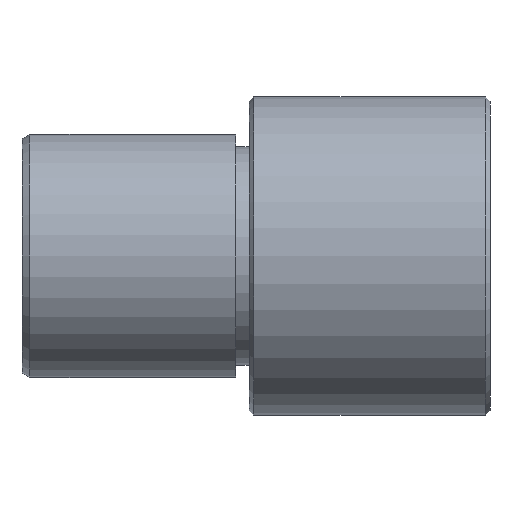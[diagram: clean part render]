
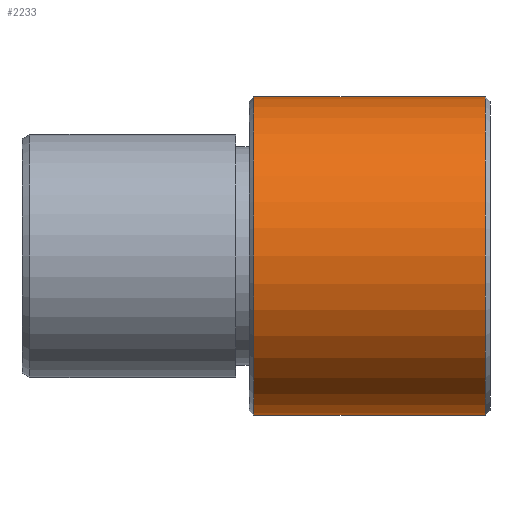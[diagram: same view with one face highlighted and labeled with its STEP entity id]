
A CAD part, front view. The second image highlights one B-rep face of the part: STEP entity #2233.
In plain terms, the highlighted cylindrical face has radius 8.89 mm (diameter 17.78 mm), a partial arc.
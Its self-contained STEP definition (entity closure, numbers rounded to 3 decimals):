
#33 = VERTEX_POINT('',#34);
#34 = CARTESIAN_POINT('',(10.679,0.08,
    -7.811));
#41 = VERTEX_POINT('',#42);
#42 = CARTESIAN_POINT('',(10.679,0.08,
    9.969));
#75 = VERTEX_POINT('',#76);
#76 = CARTESIAN_POINT('',(-2.275,0.08,
    9.969));
#83 = VERTEX_POINT('',#84);
#84 = CARTESIAN_POINT('',(-2.275,0.08,
    -7.811));
#380 = EDGE_CURVE('',#75,#41,#381,.T.);
#381 = LINE('',#382,#383);
#382 = CARTESIAN_POINT('',(10.933,0.08,
    9.969));
#383 = VECTOR('',#384,1.);
#384 = DIRECTION('',(1.,-0.,-0.));
#387 = EDGE_CURVE('',#83,#33,#388,.T.);
#388 = LINE('',#389,#390);
#389 = CARTESIAN_POINT('',(10.933,0.08,
    -7.811));
#390 = VECTOR('',#391,1.);
#391 = DIRECTION('',(1.,-0.,-0.));
#2233 = ADVANCED_FACE('',(#2234),#2252,.T.);
#2234 = FACE_BOUND('',#2235,.T.);
#2235 = EDGE_LOOP('',(#2236,#2237,#2244,#2245));
#2236 = ORIENTED_EDGE('',*,*,#380,.F.);
#2237 = ORIENTED_EDGE('',*,*,#2238,.T.);
#2238 = EDGE_CURVE('',#75,#83,#2239,.T.);
#2239 = CIRCLE('',#2240,8.89);
#2240 = AXIS2_PLACEMENT_3D('',#2241,#2242,#2243);
#2241 = CARTESIAN_POINT('',(-2.275,0.08,
    1.079));
#2242 = DIRECTION('',(1.,0.,-0.));
#2243 = DIRECTION('',(0.,0.,1.));
#2244 = ORIENTED_EDGE('',*,*,#387,.T.);
#2245 = ORIENTED_EDGE('',*,*,#2246,.T.);
#2246 = EDGE_CURVE('',#33,#41,#2247,.T.);
#2247 = CIRCLE('',#2248,8.89);
#2248 = AXIS2_PLACEMENT_3D('',#2249,#2250,#2251);
#2249 = CARTESIAN_POINT('',(10.679,0.08,
    1.079));
#2250 = DIRECTION('',(-1.,0.,0.));
#2251 = DIRECTION('',(0.,0.,-1.));
#2252 = CYLINDRICAL_SURFACE('',#2253,8.89);
#2253 = AXIS2_PLACEMENT_3D('',#2254,#2255,#2256);
#2254 = CARTESIAN_POINT('',(10.933,0.08,
    1.079));
#2255 = DIRECTION('',(1.,-0.,-0.));
#2256 = DIRECTION('',(0.,0.,-1.));
